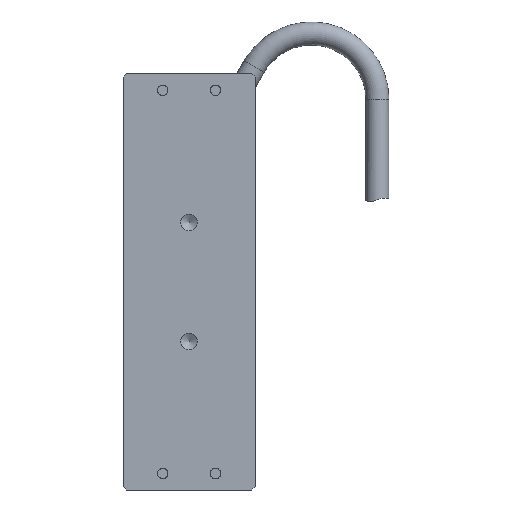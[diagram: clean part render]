
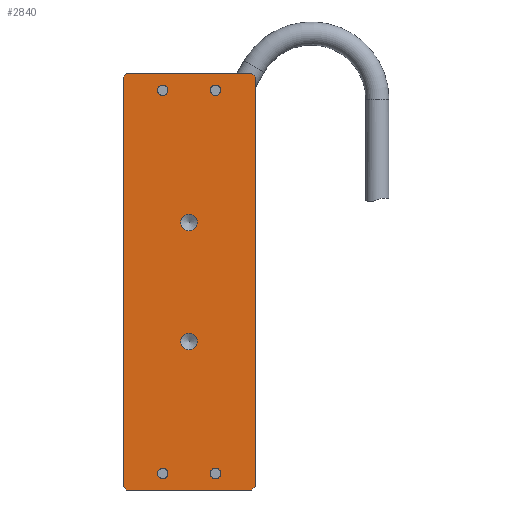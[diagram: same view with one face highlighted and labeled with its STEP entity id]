
A CAD part, front view. The second image highlights one B-rep face of the part: STEP entity #2840.
In plain terms, the highlighted planar face has unit normal (0, -1, 0).
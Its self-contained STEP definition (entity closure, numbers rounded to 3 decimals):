
#33 = AXIS2_PLACEMENT_3D ( 'NONE', #685, #832, #670 ) ;
#162 = CARTESIAN_POINT ( 'NONE',  ( 10., 0., 63. ) ) ;
#176 = DIRECTION ( 'NONE',  ( -1., 0., 0. ) ) ;
#178 = LINE ( 'NONE', #162, #2418 ) ;
#207 = DIRECTION ( 'NONE',  ( 0.707, 0., -0.707 ) ) ;
#208 = CARTESIAN_POINT ( 'NONE',  ( -10., 0., 0.5 ) ) ;
#211 = LINE ( 'NONE', #208, #2296 ) ;
#233 = DIRECTION ( 'NONE',  ( 1., 0., 0. ) ) ;
#235 = CARTESIAN_POINT ( 'NONE',  ( -10., 0., 63. ) ) ;
#253 = LINE ( 'NONE', #235, #2325 ) ;
#289 = CARTESIAN_POINT ( 'NONE',  ( -9.5, 0., 63. ) ) ;
#295 = CARTESIAN_POINT ( 'NONE',  ( 10., 0., 0.5 ) ) ;
#315 = CARTESIAN_POINT ( 'NONE',  ( 9.5, 0., 0. ) ) ;
#316 = CARTESIAN_POINT ( 'NONE',  ( 9.5, 0., 63. ) ) ;
#321 = CARTESIAN_POINT ( 'NONE',  ( -10., 0., 0.5 ) ) ;
#327 = CARTESIAN_POINT ( 'NONE',  ( 10., 0., 62.5 ) ) ;
#335 = CARTESIAN_POINT ( 'NONE',  ( -10., 0., 62.5 ) ) ;
#338 = DIRECTION ( 'NONE',  ( 0., 0., -1. ) ) ;
#360 = CARTESIAN_POINT ( 'NONE',  ( -9.5, 0., 0. ) ) ;
#361 = DIRECTION ( 'NONE',  ( 0., 1., 0. ) ) ;
#380 = CARTESIAN_POINT ( 'NONE',  ( -4., 0., 2.5 ) ) ;
#407 = LINE ( 'NONE', #447, #2259 ) ;
#435 = CARTESIAN_POINT ( 'NONE',  ( -4., 0., 60.5 ) ) ;
#446 = DIRECTION ( 'NONE',  ( 1., 0., 0. ) ) ;
#447 = CARTESIAN_POINT ( 'NONE',  ( -10., 0., 0. ) ) ;
#463 = DIRECTION ( 'NONE',  ( -1., 0., 0. ) ) ;
#498 = DIRECTION ( 'NONE',  ( 0., 1., 0. ) ) ;
#558 = FACE_BOUND ( 'NONE', #1696, .T. ) ;
#587 = FACE_BOUND ( 'NONE', #1685, .T. ) ;
#642 = PLANE ( 'NONE',  #33 ) ;
#670 = DIRECTION ( 'NONE',  ( -1., 0., 0. ) ) ;
#676 = FACE_BOUND ( 'NONE', #1501, .T. ) ;
#681 = FACE_BOUND ( 'NONE', #1193, .T. ) ;
#685 = CARTESIAN_POINT ( 'NONE',  ( -10., 0., 63. ) ) ;
#699 = FACE_BOUND ( 'NONE', #1657, .T. ) ;
#712 = FACE_OUTER_BOUND ( 'NONE', #1279, .T. ) ;
#801 = FACE_BOUND ( 'NONE', #1686, .T. ) ;
#832 = DIRECTION ( 'NONE',  ( 0., 1., 0. ) ) ;
#1045 = DIRECTION ( 'NONE',  ( 0., 0., -1. ) ) ;
#1046 = DIRECTION ( 'NONE',  ( 0., -1., 0. ) ) ;
#1047 = CARTESIAN_POINT ( 'NONE',  ( 0., 0., 40.5 ) ) ;
#1054 = DIRECTION ( 'NONE',  ( 0., 0., -1. ) ) ;
#1055 = DIRECTION ( 'NONE',  ( 0., -1., 0. ) ) ;
#1056 = CARTESIAN_POINT ( 'NONE',  ( 0., 0., 22.5 ) ) ;
#1058 = DIRECTION ( 'NONE',  ( -1., 0., 0. ) ) ;
#1059 = DIRECTION ( 'NONE',  ( 0., 1., 0. ) ) ;
#1061 = CARTESIAN_POINT ( 'NONE',  ( 4., 0., 60.5 ) ) ;
#1100 = LINE ( 'NONE', #1146, #2421 ) ;
#1123 = DIRECTION ( 'NONE',  ( 0.707, 0., 0.707 ) ) ;
#1143 = DIRECTION ( 'NONE',  ( -0.707, 0., 0.707 ) ) ;
#1146 = CARTESIAN_POINT ( 'NONE',  ( 9.5, 0., 63. ) ) ;
#1148 = DIRECTION ( 'NONE',  ( -0.707, 0., -0.707 ) ) ;
#1152 = LINE ( 'NONE', #1155, #2369 ) ;
#1155 = CARTESIAN_POINT ( 'NONE',  ( -9.5, 0., 63. ) ) ;
#1160 = DIRECTION ( 'NONE',  ( 0., 0., -1. ) ) ;
#1161 = CARTESIAN_POINT ( 'NONE',  ( 10., 0., 0.5 ) ) ;
#1163 = CARTESIAN_POINT ( 'NONE',  ( -10., 0., 63. ) ) ;
#1167 = LINE ( 'NONE', #1163, #2229 ) ;
#1193 = EDGE_LOOP ( 'NONE', ( #1559 ) ) ;
#1236 = ORIENTED_EDGE ( 'NONE', *, *, #2580, .T. ) ;
#1267 = ORIENTED_EDGE ( 'NONE', *, *, #2739, .T. ) ;
#1279 = EDGE_LOOP ( 'NONE', ( #1400, #1460, #1267, #1236, #1474, #1434, #1389, #1557 ) ) ;
#1327 = ORIENTED_EDGE ( 'NONE', *, *, #2650, .F. ) ;
#1389 = ORIENTED_EDGE ( 'NONE', *, *, #2589, .F. ) ;
#1400 = ORIENTED_EDGE ( 'NONE', *, *, #2574, .F. ) ;
#1403 = ORIENTED_EDGE ( 'NONE', *, *, #2606, .T. ) ;
#1434 = ORIENTED_EDGE ( 'NONE', *, *, #2718, .T. ) ;
#1460 = ORIENTED_EDGE ( 'NONE', *, *, #2732, .T. ) ;
#1474 = ORIENTED_EDGE ( 'NONE', *, *, #2597, .T. ) ;
#1498 = ORIENTED_EDGE ( 'NONE', *, *, #2691, .T. ) ;
#1501 = EDGE_LOOP ( 'NONE', ( #1564 ) ) ;
#1535 = VERTEX_POINT ( 'NONE', #360 ) ;
#1557 = ORIENTED_EDGE ( 'NONE', *, *, #2725, .T. ) ;
#1559 = ORIENTED_EDGE ( 'NONE', *, *, #2594, .T. ) ;
#1562 = ORIENTED_EDGE ( 'NONE', *, *, #2649, .T. ) ;
#1564 = ORIENTED_EDGE ( 'NONE', *, *, #2657, .F. ) ;
#1576 = VERTEX_POINT ( 'NONE', #335 ) ;
#1589 = VERTEX_POINT ( 'NONE', #327 ) ;
#1595 = VERTEX_POINT ( 'NONE', #321 ) ;
#1601 = VERTEX_POINT ( 'NONE', #316 ) ;
#1602 = VERTEX_POINT ( 'NONE', #315 ) ;
#1633 = VERTEX_POINT ( 'NONE', #289 ) ;
#1637 = VERTEX_POINT ( 'NONE', #295 ) ;
#1657 = EDGE_LOOP ( 'NONE', ( #1562 ) ) ;
#1685 = EDGE_LOOP ( 'NONE', ( #1498 ) ) ;
#1686 = EDGE_LOOP ( 'NONE', ( #1327 ) ) ;
#1696 = EDGE_LOOP ( 'NONE', ( #1403 ) ) ;
#1852 = CARTESIAN_POINT ( 'NONE',  ( -4.8, 0., 2.5 ) ) ;
#1894 = VERTEX_POINT ( 'NONE', #2041 ) ;
#1965 = VERTEX_POINT ( 'NONE', #1852 ) ;
#1968 = CARTESIAN_POINT ( 'NONE',  ( 3.2, 0., 2.5 ) ) ;
#1971 = VERTEX_POINT ( 'NONE', #1968 ) ;
#1991 = VERTEX_POINT ( 'NONE', #1995 ) ;
#1993 = VERTEX_POINT ( 'NONE', #2026 ) ;
#1995 = CARTESIAN_POINT ( 'NONE',  ( 3.2, 0., 60.5 ) ) ;
#2008 = VERTEX_POINT ( 'NONE', #2029 ) ;
#2026 = CARTESIAN_POINT ( 'NONE',  ( 0., 0., 21.25 ) ) ;
#2029 = CARTESIAN_POINT ( 'NONE',  ( 0., 0., 39.25 ) ) ;
#2041 = CARTESIAN_POINT ( 'NONE',  ( -4.8, 0., 60.5 ) ) ;
#2196 = AXIS2_PLACEMENT_3D ( 'NONE', #1047, #1046, #1045 ) ;
#2198 = AXIS2_PLACEMENT_3D ( 'NONE', #1061, #1059, #1058 ) ;
#2210 = AXIS2_PLACEMENT_3D ( 'NONE', #1056, #1055, #1054 ) ;
#2219 = CIRCLE ( 'NONE', #2210, 1.25 ) ;
#2229 = VECTOR ( 'NONE', #1160, 1000. ) ;
#2249 = AXIS2_PLACEMENT_3D ( 'NONE', #2537, #2550, #2532 ) ;
#2252 = AXIS2_PLACEMENT_3D ( 'NONE', #435, #361, #463 ) ;
#2255 = AXIS2_PLACEMENT_3D ( 'NONE', #380, #498, #176 ) ;
#2256 = CIRCLE ( 'NONE', #2255, 0.8 ) ;
#2259 = VECTOR ( 'NONE', #446, 1000. ) ;
#2293 = VECTOR ( 'NONE', #1123, 1000. ) ;
#2296 = VECTOR ( 'NONE', #207, 1000. ) ;
#2325 = VECTOR ( 'NONE', #233, 1000. ) ;
#2352 = CIRCLE ( 'NONE', #2249, 0.8 ) ;
#2369 = VECTOR ( 'NONE', #1148, 1000. ) ;
#2370 = CIRCLE ( 'NONE', #2198, 0.8 ) ;
#2404 = CIRCLE ( 'NONE', #2252, 0.8 ) ;
#2414 = CIRCLE ( 'NONE', #2196, 1.25 ) ;
#2418 = VECTOR ( 'NONE', #338, 1000. ) ;
#2421 = VECTOR ( 'NONE', #1143, 1000. ) ;
#2529 = LINE ( 'NONE', #1161, #2293 ) ;
#2532 = DIRECTION ( 'NONE',  ( -1., 0., 0. ) ) ;
#2537 = CARTESIAN_POINT ( 'NONE',  ( 4., 0., 2.5 ) ) ;
#2550 = DIRECTION ( 'NONE',  ( 0., 1., 0. ) ) ;
#2574 = EDGE_CURVE ( 'NONE', #1633, #1601, #253, .T. ) ;
#2580 = EDGE_CURVE ( 'NONE', #1595, #1535, #211, .T. ) ;
#2589 = EDGE_CURVE ( 'NONE', #1589, #1637, #178, .T. ) ;
#2594 = EDGE_CURVE ( 'NONE', #1965, #1965, #2256, .T. ) ;
#2597 = EDGE_CURVE ( 'NONE', #1535, #1602, #407, .T. ) ;
#2606 = EDGE_CURVE ( 'NONE', #1894, #1894, #2404, .T. ) ;
#2649 = EDGE_CURVE ( 'NONE', #1991, #1991, #2370, .T. ) ;
#2650 = EDGE_CURVE ( 'NONE', #1993, #1993, #2219, .T. ) ;
#2657 = EDGE_CURVE ( 'NONE', #2008, #2008, #2414, .T. ) ;
#2691 = EDGE_CURVE ( 'NONE', #1971, #1971, #2352, .T. ) ;
#2718 = EDGE_CURVE ( 'NONE', #1602, #1637, #2529, .T. ) ;
#2725 = EDGE_CURVE ( 'NONE', #1589, #1601, #1100, .T. ) ;
#2732 = EDGE_CURVE ( 'NONE', #1633, #1576, #1152, .T. ) ;
#2739 = EDGE_CURVE ( 'NONE', #1576, #1595, #1167, .T. ) ;
#2840 = ADVANCED_FACE ( 'NONE', ( #676, #801, #681, #587, #699, #558, #712 ), #642, .F. ) ;
